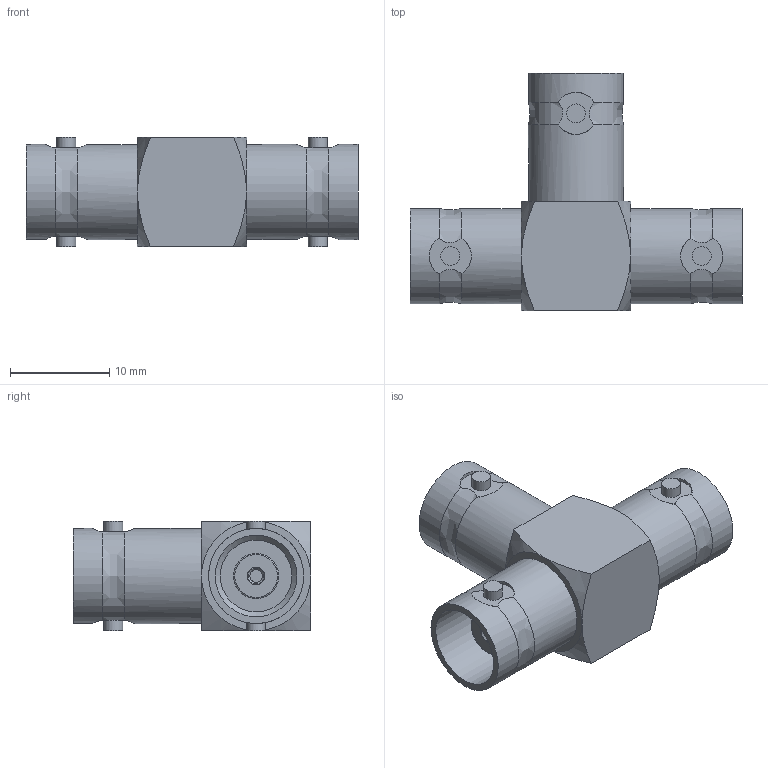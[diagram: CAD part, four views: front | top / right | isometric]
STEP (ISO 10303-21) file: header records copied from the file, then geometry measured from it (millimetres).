
FILE_DESCRIPTION (( 'STEP AP203' ), '1' );
FILE_NAME ('PE9003_3D.step', '2022-04-29T22:35:05', ( '' ), ( '' ), 'SwSTEP 2.0', 'SolidWorks 2021', '' );
FILE_SCHEMA (( 'CONFIG_CONTROL_DESIGN' ));
Length unit declared in the file: inch
Products named in the file (1): PE9003_3D
Bounding box: 33.53 x 24 x 11.05 mm (x, y, z)
Volume: 2628.3 mm3; surface area: 2924.5 mm2
Topology: 1 solids, 1 shells, 151 faces, 381 edges, 250 vertices
Faces by surface type: plane 78, cylinder 39, cone 26, bspline 6, torus 2
Full cylindrical faces by diameter (mm): 1.27 x3, 1.778 x2, 1.905 x6, 4.572 x3, 8.255 x3, 9.601 x6
Entity records: 5454 total; most frequent: CARTESIAN_POINT 2014, DIRECTION 690, ORIENTED_EDGE 668, EDGE_CURVE 334, AXIS2_PLACEMENT_3D 283, VERTEX_POINT 234, EDGE_LOOP 198, FACE_OUTER_BOUND 175
